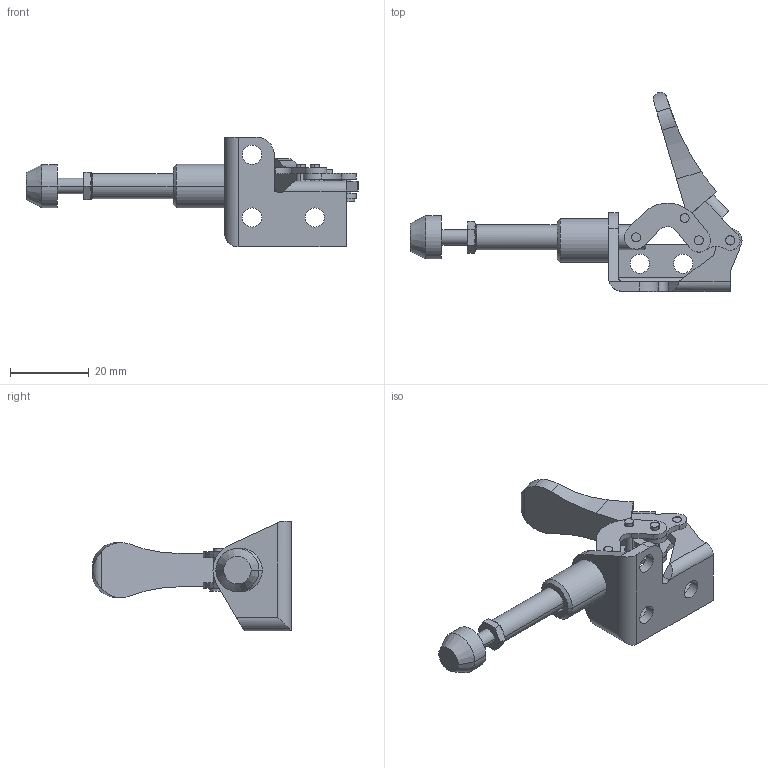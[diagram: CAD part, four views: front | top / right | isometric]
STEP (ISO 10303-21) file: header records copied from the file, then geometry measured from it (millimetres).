
FILE_DESCRIPTION( ( '' ), '1' );
FILE_NAME( 'p50_2_03.stp', '2006-11-29T10:43:47', ( '' ), ( '' ), ' ', ' ', ' ' );
FILE_SCHEMA( ( 'CONFIG_CONTROL_DESIGN' ) );
Length unit declared in the file: millimetre
Products named in the file (6): 1; 2; 3; 4; 5; 6
Bounding box: 84.58 x 50.68 x 28 mm (x, y, z)
Volume: 8488.4 mm3; surface area: 8347.7 mm2
Topology: 6 solids, 7 shells, 203 faces, 491 edges, 316 vertices
Faces by surface type: cylinder 101, plane 70, cone 28, torus 4
Entity records: 6530 total; most frequent: CARTESIAN_POINT 1368, DIRECTION 1088, ORIENTED_EDGE 978, EDGE_CURVE 489, AXIS2_PLACEMENT_3D 432, VERTEX_POINT 316, EDGE_LOOP 247, LINE 224
